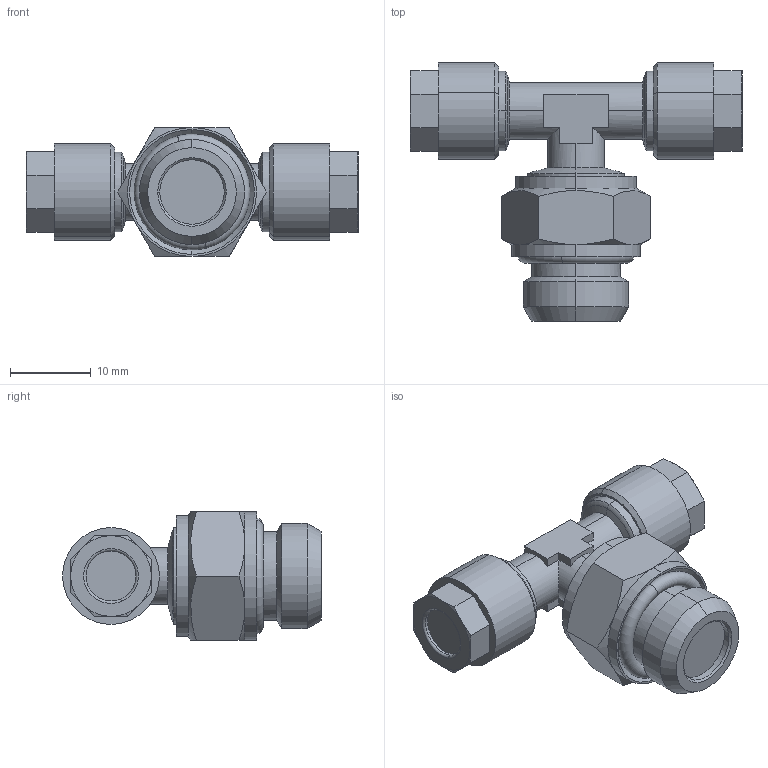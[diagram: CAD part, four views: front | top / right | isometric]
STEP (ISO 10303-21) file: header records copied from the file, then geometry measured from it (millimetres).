
FILE_DESCRIPTION(( 'MC.42.06.14.step' ), '1');
FILE_NAME( 'MC.42.06.14.step', '2018-11-09T15:45:28',( 'Sopra'),('sopra-pneumatic.com'), 'SwSTEP 2.0','SolidWorks 2009','' );
FILE_SCHEMA (( 'AUTOMOTIVE_DESIGN' ));
Length unit declared in the file: millimetre
Products named in the file (1): 0121500002
Bounding box: 41.2 x 32.09 x 16 mm (x, y, z)
Volume: 6334.5 mm3; surface area: 3303.5 mm2
Topology: 1 solids, 1 shells, 154 faces, 354 edges, 212 vertices
Faces by surface type: plane 53, cone 50, cylinder 33, torus 18
Entity records: 6172 total; most frequent: CARTESIAN_POINT 955, DIRECTION 768, ORIENTED_EDGE 708, EDGE_CURVE 354, AXIS2_PLACEMENT_3D 313, VERTEX_POINT 212, EDGE_LOOP 164, CIRCLE 158
